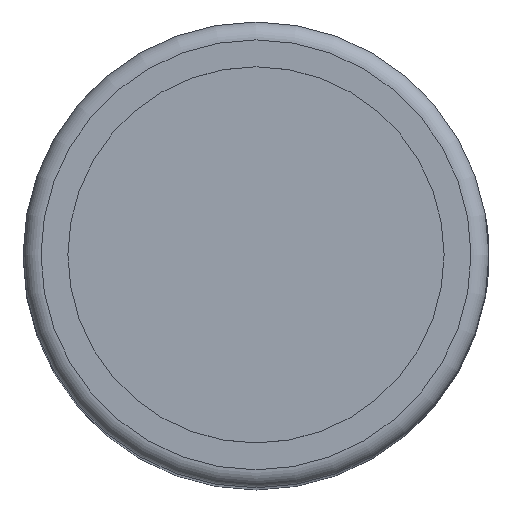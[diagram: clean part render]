
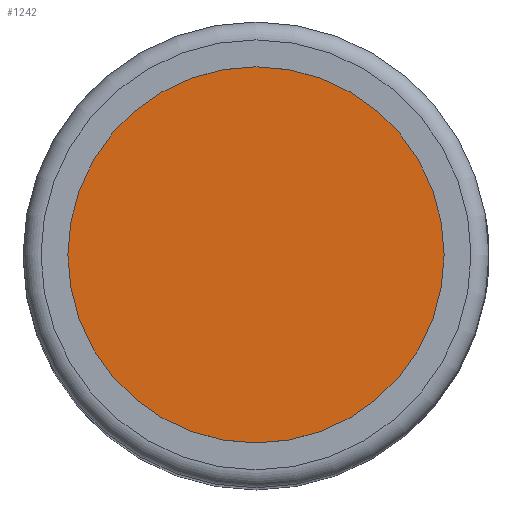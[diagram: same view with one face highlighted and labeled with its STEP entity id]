
A CAD part, top view. The second image highlights one B-rep face of the part: STEP entity #1242.
In plain terms, the highlighted planar face has unit normal (0, 0, 1).
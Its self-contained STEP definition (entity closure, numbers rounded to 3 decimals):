
#257=PLANE($,#1396);
#353=FACE_OUTER_BOUND($,#461,.T.);
#461=EDGE_LOOP($,(#1019));
#539=CIRCLE($,#1394,5.25);
#629=VERTEX_POINT($,#2070);
#767=EDGE_CURVE($,#629,#629,#539,.T.);
#1019=ORIENTED_EDGE($,*,*,#767,.F.);
#1242=ADVANCED_FACE($,(#353),#257,.T.);
#1394=AXIS2_PLACEMENT_3D($,#2071,#1690,#1691);
#1396=AXIS2_PLACEMENT_3D($,#2074,#1694,#1695);
#1690=DIRECTION('center_axis',(0.,0.,-1.));
#1691=DIRECTION('ref_axis',(1.,0.,0.));
#1694=DIRECTION('center_axis',(0.,0.,1.));
#1695=DIRECTION('ref_axis',(1.,0.,0.));
#2070=CARTESIAN_POINT('',(5.25,0.,36.4));
#2071=CARTESIAN_POINT('Origin',(0.,0.,36.4));
#2074=CARTESIAN_POINT('Origin',(0.,0.,36.4));
